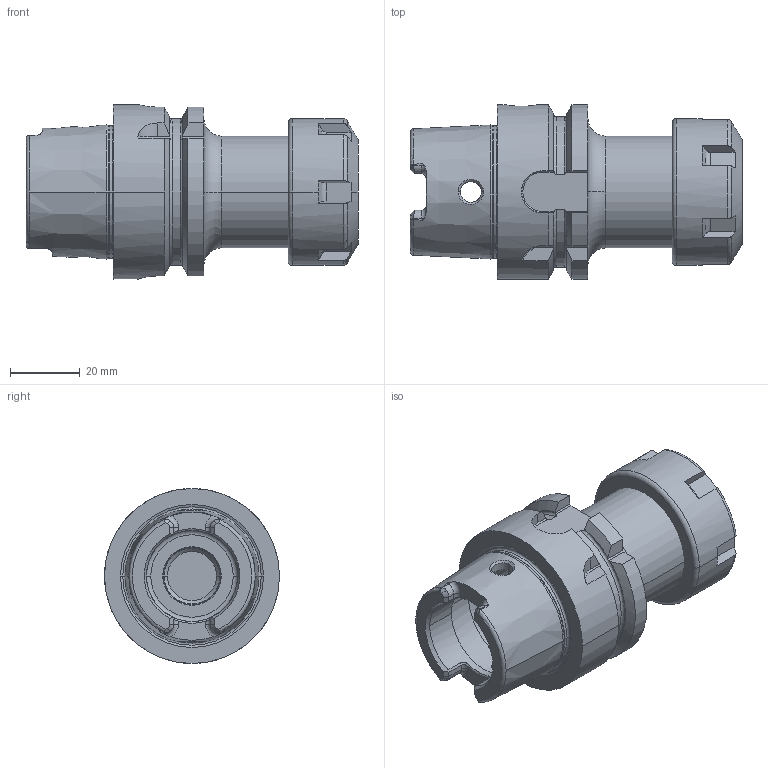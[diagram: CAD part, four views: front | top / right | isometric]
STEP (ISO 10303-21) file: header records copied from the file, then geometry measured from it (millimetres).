
FILE_DESCRIPTION((''),'2;1');
FILE_NAME('A50-025-25_ASM','2011-08-31T',('mei'),(''),'PRO/ENGINEER BY PARAMETRIC TECHNOLOGY CORPORATION, 2010430','PRO/ENGINEER BY PARAMETRIC TECHNOLOGY CORPORATION, 2010430','');
FILE_SCHEMA(('CONFIG_CONTROL_DESIGN'));
Length unit declared in the file: millimetre
Products named in the file (3): A50-025-25; 83-912-25; A50-025-25_ASM
Assembly tree (2 placements, depth 2):
  A50-025-25_ASM
    A50-025-25
    83-912-25
Bounding box: 94.9 x 50 x 50 mm (x, y, z)
Volume: 90724.6 mm3; surface area: 25175 mm2
Topology: 2 solids, 3 shells, 227 faces, 592 edges, 370 vertices
Faces by surface type: plane 84, cylinder 51, cone 40, torus 36, bspline 14, extrusion 2
Entity records: 8581 total; most frequent: CARTESIAN_POINT 3171, ORIENTED_EDGE 1180, DIRECTION 1042, EDGE_CURVE 592, AXIS2_PLACEMENT_3D 408, VERTEX_POINT 370, EDGE_LOOP 232, FACE_OUTER_BOUND 227
